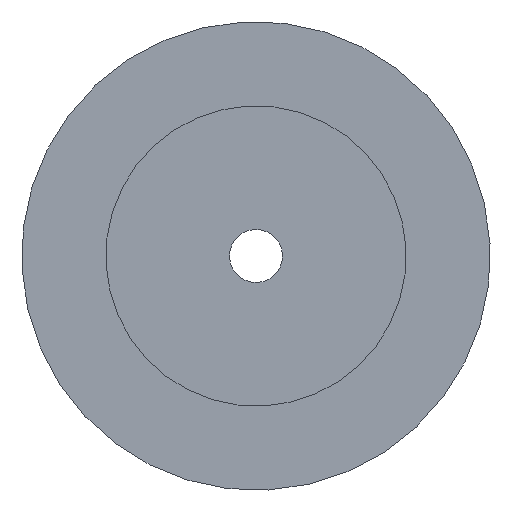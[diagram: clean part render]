
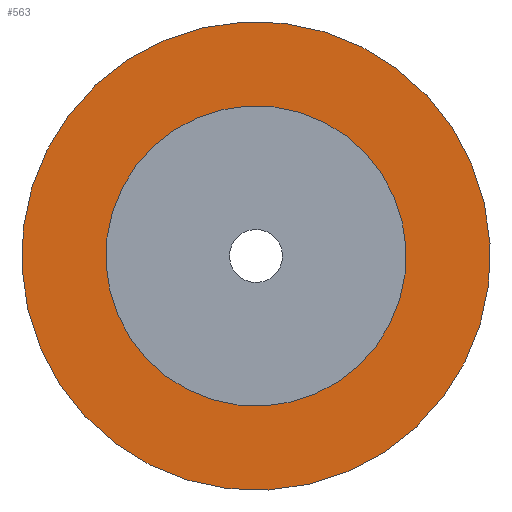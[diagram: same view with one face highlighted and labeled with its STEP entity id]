
A CAD part, front view. The second image highlights one B-rep face of the part: STEP entity #563.
In plain terms, the highlighted planar face has unit normal (0, -1, 0).
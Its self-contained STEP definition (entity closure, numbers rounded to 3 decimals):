
#42=FACE_BOUND('',#101,.T.);
#52=PLANE('',#630);
#66=FACE_OUTER_BOUND('',#100,.T.);
#100=EDGE_LOOP('',(#412,#413));
#101=EDGE_LOOP('',(#414,#415));
#177=CIRCLE('',#628,16.98);
#178=CIRCLE('',#629,16.98);
#179=CIRCLE('',#631,26.5);
#180=CIRCLE('',#632,26.5);
#244=VERTEX_POINT('',#957);
#245=VERTEX_POINT('',#959);
#246=VERTEX_POINT('',#963);
#247=VERTEX_POINT('',#964);
#311=EDGE_CURVE('',#244,#245,#177,.T.);
#312=EDGE_CURVE('',#245,#244,#178,.T.);
#313=EDGE_CURVE('',#246,#247,#179,.T.);
#314=EDGE_CURVE('',#247,#246,#180,.T.);
#412=ORIENTED_EDGE('',*,*,#313,.T.);
#413=ORIENTED_EDGE('',*,*,#314,.T.);
#414=ORIENTED_EDGE('',*,*,#312,.F.);
#415=ORIENTED_EDGE('',*,*,#311,.F.);
#563=ADVANCED_FACE('',(#66,#42),#52,.T.);
#628=AXIS2_PLACEMENT_3D('',#960,#751,#752);
#629=AXIS2_PLACEMENT_3D('',#961,#753,#754);
#630=AXIS2_PLACEMENT_3D('',#962,#755,#756);
#631=AXIS2_PLACEMENT_3D('',#965,#757,#758);
#632=AXIS2_PLACEMENT_3D('',#966,#759,#760);
#751=DIRECTION('center_axis',(0.,-1.,0.));
#752=DIRECTION('ref_axis',(0.993,0.,-0.12));
#753=DIRECTION('center_axis',(0.,-1.,0.));
#754=DIRECTION('ref_axis',(0.993,0.,-0.12));
#755=DIRECTION('center_axis',(0.,-1.,0.));
#756=DIRECTION('ref_axis',(-0.12,0.,-0.993));
#757=DIRECTION('center_axis',(0.,-1.,0.));
#758=DIRECTION('ref_axis',(0.993,0.,-0.12));
#759=DIRECTION('center_axis',(0.,-1.,0.));
#760=DIRECTION('ref_axis',(0.993,0.,-0.12));
#957=CARTESIAN_POINT('',(-16.857,0.,2.034));
#959=CARTESIAN_POINT('',(16.857,0.,-2.034));
#960=CARTESIAN_POINT('Origin',(0.,0.,
0.));
#961=CARTESIAN_POINT('Origin',(0.,0.,
0.));
#962=CARTESIAN_POINT('Origin',(16.857,0.,-2.034));
#963=CARTESIAN_POINT('',(26.309,0.,-3.175));
#964=CARTESIAN_POINT('',(-26.309,0.,3.175));
#965=CARTESIAN_POINT('Origin',(0.,0.,
0.));
#966=CARTESIAN_POINT('Origin',(0.,0.,
0.));
